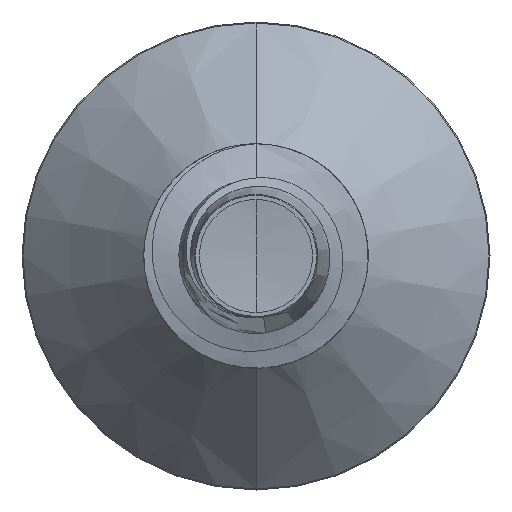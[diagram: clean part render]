
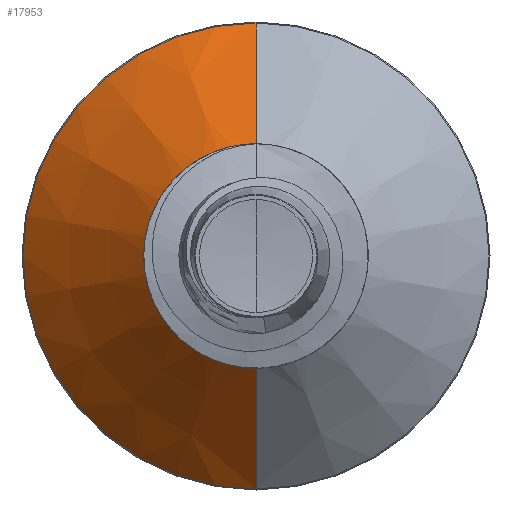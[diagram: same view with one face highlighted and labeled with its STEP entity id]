
A CAD part, front view. The second image highlights one B-rep face of the part: STEP entity #17953.
In plain terms, the highlighted conical face has half-angle 45 degrees and reference radius 1.633 mm.
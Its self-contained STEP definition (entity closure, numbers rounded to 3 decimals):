
#396 = LINE ( 'NONE', #13484, #23085 ) ;
#630 = ORIENTED_EDGE ( 'NONE', *, *, #22286, .F. ) ;
#2940 = CARTESIAN_POINT ( 'NONE',  ( 0., 14.832, -1.632 ) ) ;
#4148 = ORIENTED_EDGE ( 'NONE', *, *, #21625, .F. ) ;
#4769 = AXIS2_PLACEMENT_3D ( 'NONE', #16398, #16446, #16301 ) ;
#6344 = AXIS2_PLACEMENT_3D ( 'NONE', #6905, #6866, #6854 ) ;
#6854 = DIRECTION ( 'NONE',  ( 0., 0., 1. ) ) ;
#6866 = DIRECTION ( 'NONE',  ( 0., 1., 0. ) ) ;
#6905 = CARTESIAN_POINT ( 'NONE',  ( 0., 14.832, 0. ) ) ;
#7885 = AXIS2_PLACEMENT_3D ( 'NONE', #13085, #13040, #13038 ) ;
#8444 = CIRCLE ( 'NONE', #7885, 3.635 ) ;
#10248 = CARTESIAN_POINT ( 'NONE',  ( 0., 14.832, 1.632 ) ) ;
#10827 = VERTEX_POINT ( 'NONE', #2940 ) ;
#11132 = FACE_OUTER_BOUND ( 'NONE', #18369, .T. ) ;
#13038 = DIRECTION ( 'NONE',  ( 0., 0., 1. ) ) ;
#13040 = DIRECTION ( 'NONE',  ( 0., 1., 0. ) ) ;
#13085 = CARTESIAN_POINT ( 'NONE',  ( 0., 16.835, 0. ) ) ;
#13178 = DIRECTION ( 'NONE',  ( 0., 0.707, 0.707 ) ) ;
#13356 = CARTESIAN_POINT ( 'NONE',  ( 0., 16.835, 3.635 ) ) ;
#13358 = ORIENTED_EDGE ( 'NONE', *, *, #22289, .T. ) ;
#13484 = CARTESIAN_POINT ( 'NONE',  ( 0., 14.832, 1.632 ) ) ;
#16301 = DIRECTION ( 'NONE',  ( 0., 0., 1. ) ) ;
#16398 = CARTESIAN_POINT ( 'NONE',  ( 0., 14.832, 0. ) ) ;
#16446 = DIRECTION ( 'NONE',  ( 0., 1., 0. ) ) ;
#17953 = ADVANCED_FACE ( 'NONE', ( #11132 ), #23706, .T. ) ;
#18031 = ORIENTED_EDGE ( 'NONE', *, *, #22853, .T. ) ;
#18343 = CARTESIAN_POINT ( 'NONE',  ( 0., 16.835, -3.635 ) ) ;
#18369 = EDGE_LOOP ( 'NONE', ( #4148, #18031, #13358, #630 ) ) ;
#19316 = CIRCLE ( 'NONE', #6344, 1.632 ) ;
#19872 = VECTOR ( 'NONE', #20217, 1000. ) ;
#20217 = DIRECTION ( 'NONE',  ( 0., 0.707, -0.707 ) ) ;
#20291 = CARTESIAN_POINT ( 'NONE',  ( 0., 14.832, -1.632 ) ) ;
#20884 = VERTEX_POINT ( 'NONE', #13356 ) ;
#21625 = EDGE_CURVE ( 'NONE', #10827, #25920, #23686, .T. ) ;
#22286 = EDGE_CURVE ( 'NONE', #25920, #20884, #8444, .T. ) ;
#22289 = EDGE_CURVE ( 'NONE', #22528, #20884, #396, .T. ) ;
#22528 = VERTEX_POINT ( 'NONE', #10248 ) ;
#22853 = EDGE_CURVE ( 'NONE', #10827, #22528, #19316, .T. ) ;
#23085 = VECTOR ( 'NONE', #13178, 1000. ) ;
#23686 = LINE ( 'NONE', #20291, #19872 ) ;
#23706 = CONICAL_SURFACE ( 'NONE', #4769, 1.632, 0.785 ) ;
#25920 = VERTEX_POINT ( 'NONE', #18343 ) ;
